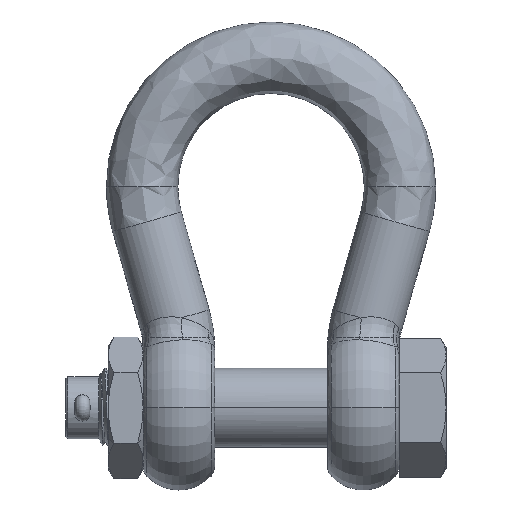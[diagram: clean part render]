
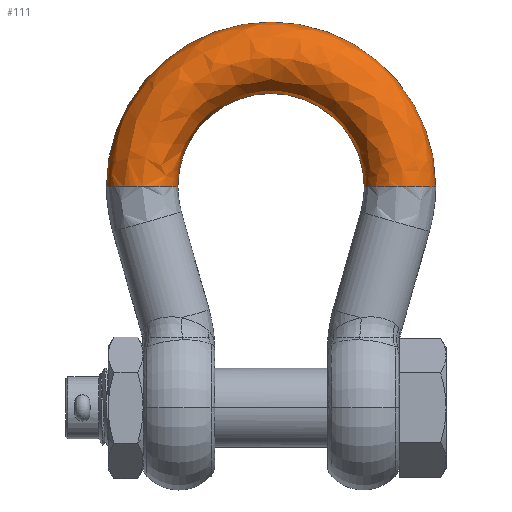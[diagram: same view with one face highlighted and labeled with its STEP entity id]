
A CAD part, top view. The second image highlights one B-rep face of the part: STEP entity #111.
In plain terms, the highlighted free-form (B-spline) face has degree [3, 3] with [4, 4] control points.
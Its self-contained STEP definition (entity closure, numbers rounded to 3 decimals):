
#111=ADVANCED_FACE('NONE',(#882),#883,.F.);
#882=FACE_OUTER_BOUND('',#2438,.T.);
#883=(B_SPLINE_SURFACE(3,3,((#2440,#2441,#2442,#2443),(#2444,#2445,#2446,#2447),(#2448,#2449,#2450,#2451),(#2452,#2453,#2454,#2455)),.UNSPECIFIED.,.F.,.F.,.F.)B_SPLINE_SURFACE_WITH_KNOTS((4,4),(4,4),(0.0,1.0),(0.0,1.0),.UNSPECIFIED.)RATIONAL_B_SPLINE_SURFACE(((1.0,0.333,0.333,1.0),(0.333,0.111,0.111,0.333),(0.333,0.111,0.111,0.333),(1.0,0.333,0.333,1.0)))BOUNDED_SURFACE()REPRESENTATION_ITEM('')GEOMETRIC_REPRESENTATION_ITEM()SURFACE());
#2438=EDGE_LOOP('',(#12744,#12745,#12746,#12747));
#2440=CARTESIAN_POINT('',(-49.5,117.5,0.));
#2441=CARTESIAN_POINT('',(-49.5,216.5,0.));
#2442=CARTESIAN_POINT('',(49.5,216.5,0.));
#2443=CARTESIAN_POINT('',(49.5,117.5,0.));
#2444=CARTESIAN_POINT('',(-49.5,117.5,38.));
#2445=CARTESIAN_POINT('',(-49.5,216.5,38.));
#2446=CARTESIAN_POINT('',(49.5,216.5,38.));
#2447=CARTESIAN_POINT('',(49.5,117.5,38.));
#2448=CARTESIAN_POINT('',(-87.5,117.5,38.0));
#2449=CARTESIAN_POINT('',(-87.5,292.5,38.0));
#2450=CARTESIAN_POINT('',(87.5,292.5,38.0));
#2451=CARTESIAN_POINT('',(87.5,117.5,38.0));
#2452=CARTESIAN_POINT('',(-87.5,117.5,0.));
#2453=CARTESIAN_POINT('',(-87.5,292.5,0.));
#2454=CARTESIAN_POINT('',(87.5,292.5,0.));
#2455=CARTESIAN_POINT('',(87.5,117.5,0.));
#12744=ORIENTED_EDGE('',*,*,#18327,.F.);
#12745=ORIENTED_EDGE('',*,*,#18328,.T.);
#12746=ORIENTED_EDGE('',*,*,#18329,.F.);
#12747=ORIENTED_EDGE('',*,*,#18330,.F.);
#18327=EDGE_CURVE('NONE',#20494,#20495,#20496,.T.);
#18328=EDGE_CURVE('NONE',#20494,#20497,#20498,.T.);
#18329=EDGE_CURVE('NONE',#20499,#20497,#20500,.T.);
#18330=EDGE_CURVE('NONE',#20495,#20499,#20501,.T.);
#20494=VERTEX_POINT('NONE',#24332);
#20495=VERTEX_POINT('NONE',#24333);
#20496=CIRCLE('',#24334,49.5);
#20497=VERTEX_POINT('NONE',#24335);
#20498=(B_SPLINE_CURVE(3,(#24337,#24338,#24339,#24340),.UNSPECIFIED.,.F.,.F.)B_SPLINE_CURVE_WITH_KNOTS((4,4),(0.0,1.0),.UNSPECIFIED.)RATIONAL_B_SPLINE_CURVE((1.0,0.333,0.333,1.0))BOUNDED_CURVE()REPRESENTATION_ITEM('')GEOMETRIC_REPRESENTATION_ITEM()CURVE());
#20499=VERTEX_POINT('NONE',#24347);
#20500=CIRCLE('',#24348,87.5);
#20501=CIRCLE('',#24349,19.0);
#24332=CARTESIAN_POINT('',(49.5,117.5,0.));
#24333=CARTESIAN_POINT('',(-49.5,117.5,0.));
#24334=AXIS2_PLACEMENT_3D('',#37377,#37378,#37379);
#24335=CARTESIAN_POINT('',(87.5,117.5,0.));
#24337=CARTESIAN_POINT('',(49.5,117.5,0.));
#24338=CARTESIAN_POINT('',(49.5,117.5,38.));
#24339=CARTESIAN_POINT('',(87.5,117.5,38.0));
#24340=CARTESIAN_POINT('',(87.5,117.5,0.));
#24347=CARTESIAN_POINT('',(-87.5,117.5,0.));
#24348=AXIS2_PLACEMENT_3D('',#37380,#37381,#37382);
#24349=AXIS2_PLACEMENT_3D('',#37383,#37384,#37385);
#37377=CARTESIAN_POINT('',(0.0,117.5,0.));
#37378=DIRECTION('',(0.0,-0.0,1.0));
#37379=DIRECTION('',(1.0,0.0,0.0));
#37380=CARTESIAN_POINT('',(0.0,117.5,0.));
#37381=DIRECTION('',(0.0,0.0,-1.0));
#37382=DIRECTION('',(1.0,0.0,0.0));
#37383=CARTESIAN_POINT('',(-68.5,117.5,0.));
#37384=DIRECTION('',(0.,-1.0,0.));
#37385=DIRECTION('',(0.0,0.,-1.0));
